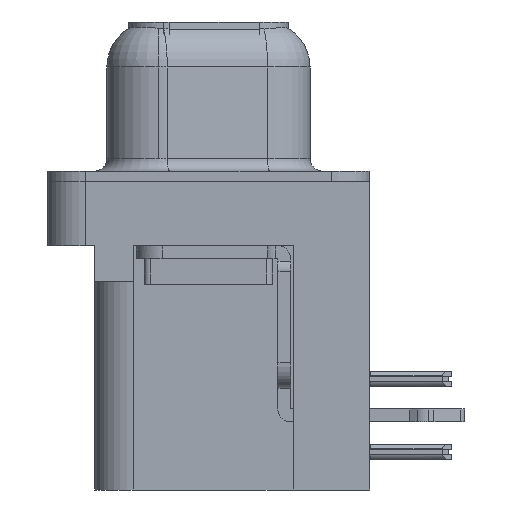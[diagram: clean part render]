
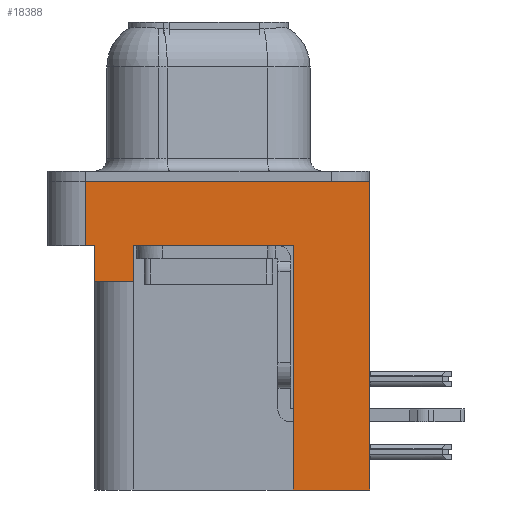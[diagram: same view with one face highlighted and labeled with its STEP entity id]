
A CAD part, left-side view. The second image highlights one B-rep face of the part: STEP entity #18388.
In plain terms, the highlighted planar face has unit normal (-1, 0, 0).
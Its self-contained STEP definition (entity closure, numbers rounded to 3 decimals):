
#358 = CARTESIAN_POINT ( 'NONE',  ( -2.91, -6.275, -2.5 ) ) ;
#442 = VECTOR ( 'NONE', #21564, 1000. ) ;
#498 = ORIENTED_EDGE ( 'NONE', *, *, #9574, .F. ) ;
#1099 = VERTEX_POINT ( 'NONE', #19306 ) ;
#1632 = FACE_OUTER_BOUND ( 'NONE', #32231, .T. ) ;
#1948 = LINE ( 'NONE', #358, #15337 ) ;
#2683 = VECTOR ( 'NONE', #8798, 1000. ) ;
#2985 = EDGE_CURVE ( 'NONE', #12482, #34640, #18772, .T. ) ;
#3034 = VECTOR ( 'NONE', #14255, 1000. ) ;
#3308 = VERTEX_POINT ( 'NONE', #32292 ) ;
#4388 = CARTESIAN_POINT ( 'NONE',  ( -2.91, -6.275, -2.5 ) ) ;
#4862 = CARTESIAN_POINT ( 'NONE',  ( -2.91, -3.295, -2.5 ) ) ;
#4883 = DIRECTION ( 'NONE',  ( 0., 0., 1. ) ) ;
#5502 = AXIS2_PLACEMENT_3D ( 'NONE', #16301, #10810, #4883 ) ;
#5537 = ORIENTED_EDGE ( 'NONE', *, *, #26513, .F. ) ;
#5548 = ORIENTED_EDGE ( 'NONE', *, *, #2985, .F. ) ;
#6028 = ORIENTED_EDGE ( 'NONE', *, *, #26804, .T. ) ;
#6098 = VERTEX_POINT ( 'NONE', #21013 ) ;
#6585 = EDGE_CURVE ( 'NONE', #3308, #21535, #15620, .T. ) ;
#8308 = DIRECTION ( 'NONE',  ( 0., 0., 1. ) ) ;
#8540 = CARTESIAN_POINT ( 'NONE',  ( -2.91, -3.295, -12. ) ) ;
#8798 = DIRECTION ( 'NONE',  ( 0., -1., 0. ) ) ;
#8888 = LINE ( 'NONE', #25572, #2683 ) ;
#9574 = EDGE_CURVE ( 'NONE', #21535, #1099, #24295, .T. ) ;
#10574 = LINE ( 'NONE', #30940, #3034 ) ;
#10810 = DIRECTION ( 'NONE',  ( -1., 0., 0. ) ) ;
#10953 = CARTESIAN_POINT ( 'NONE',  ( -2.91, -3.295, -12. ) ) ;
#11548 = ORIENTED_EDGE ( 'NONE', *, *, #32337, .T. ) ;
#12191 = CARTESIAN_POINT ( 'NONE',  ( -2.91, 4.775, -2.5 ) ) ;
#12433 = VECTOR ( 'NONE', #34964, 1000. ) ;
#12482 = VERTEX_POINT ( 'NONE', #10953 ) ;
#13015 = VERTEX_POINT ( 'NONE', #14568 ) ;
#13098 = PLANE ( 'NONE',  #5502 ) ;
#13153 = ORIENTED_EDGE ( 'NONE', *, *, #6585, .F. ) ;
#14255 = DIRECTION ( 'NONE',  ( 0., 0., 1. ) ) ;
#14568 = CARTESIAN_POINT ( 'NONE',  ( -2.91, -6.275, -12. ) ) ;
#15224 = EDGE_CURVE ( 'NONE', #18793, #18204, #16435, .T. ) ;
#15337 = VECTOR ( 'NONE', #17269, 1000. ) ;
#15620 = LINE ( 'NONE', #26201, #442 ) ;
#16228 = ORIENTED_EDGE ( 'NONE', *, *, #20728, .T. ) ;
#16301 = CARTESIAN_POINT ( 'NONE',  ( -2.91, -6.275, -2.5 ) ) ;
#16435 = LINE ( 'NONE', #12191, #12433 ) ;
#16568 = VECTOR ( 'NONE', #8308, 1000. ) ;
#16704 = VECTOR ( 'NONE', #18254, 1000. ) ;
#17269 = DIRECTION ( 'NONE',  ( 0., 0., 1. ) ) ;
#18204 = VERTEX_POINT ( 'NONE', #18420 ) ;
#18220 = CARTESIAN_POINT ( 'NONE',  ( -2.91, 4.425, -3.9 ) ) ;
#18254 = DIRECTION ( 'NONE',  ( 0., 1., 0. ) ) ;
#18388 = ADVANCED_FACE ( 'NONE', ( #1632 ), #13098, .T. ) ;
#18420 = CARTESIAN_POINT ( 'NONE',  ( -2.91, 4.775, 0. ) ) ;
#18772 = LINE ( 'NONE', #8540, #16568 ) ;
#18793 = VERTEX_POINT ( 'NONE', #36670 ) ;
#19142 = VERTEX_POINT ( 'NONE', #23950 ) ;
#19306 = CARTESIAN_POINT ( 'NONE',  ( -2.91, 4.425, -2.5 ) ) ;
#19920 = LINE ( 'NONE', #29143, #16704 ) ;
#20408 = LINE ( 'NONE', #4388, #30133 ) ;
#20486 = VECTOR ( 'NONE', #30239, 1000. ) ;
#20728 = EDGE_CURVE ( 'NONE', #13015, #6098, #1948, .T. ) ;
#21013 = CARTESIAN_POINT ( 'NONE',  ( -2.91, -6.275, 0. ) ) ;
#21535 = VERTEX_POINT ( 'NONE', #18220 ) ;
#21564 = DIRECTION ( 'NONE',  ( 0., 1., 0. ) ) ;
#21713 = CARTESIAN_POINT ( 'NONE',  ( -2.91, -6.275, -2.5 ) ) ;
#22940 = EDGE_CURVE ( 'NONE', #18793, #1099, #36392, .T. ) ;
#22986 = ORIENTED_EDGE ( 'NONE', *, *, #31876, .F. ) ;
#23950 = CARTESIAN_POINT ( 'NONE',  ( -2.91, 2.895, -2.5 ) ) ;
#24295 = LINE ( 'NONE', #30332, #31766 ) ;
#24872 = DIRECTION ( 'NONE',  ( 0., 0., 1. ) ) ;
#25572 = CARTESIAN_POINT ( 'NONE',  ( -2.91, -6.275, 0. ) ) ;
#26201 = CARTESIAN_POINT ( 'NONE',  ( -2.91, 4.425, -3.9 ) ) ;
#26513 = EDGE_CURVE ( 'NONE', #13015, #12482, #19920, .T. ) ;
#26804 = EDGE_CURVE ( 'NONE', #19142, #34640, #20408, .T. ) ;
#28501 = ORIENTED_EDGE ( 'NONE', *, *, #15224, .F. ) ;
#29028 = ORIENTED_EDGE ( 'NONE', *, *, #22940, .T. ) ;
#29143 = CARTESIAN_POINT ( 'NONE',  ( -2.91, -3.295, -12. ) ) ;
#30133 = VECTOR ( 'NONE', #34979, 1000. ) ;
#30239 = DIRECTION ( 'NONE',  ( 0., -1., 0. ) ) ;
#30332 = CARTESIAN_POINT ( 'NONE',  ( -2.91, 4.425, -3.9 ) ) ;
#30940 = CARTESIAN_POINT ( 'NONE',  ( -2.91, 2.895, -3.9 ) ) ;
#31766 = VECTOR ( 'NONE', #24872, 1000. ) ;
#31876 = EDGE_CURVE ( 'NONE', #18204, #6098, #8888, .T. ) ;
#32231 = EDGE_LOOP ( 'NONE', ( #22986, #28501, #29028, #498, #13153, #11548, #6028, #5548, #5537, #16228 ) ) ;
#32292 = CARTESIAN_POINT ( 'NONE',  ( -2.91, 2.895, -3.9 ) ) ;
#32337 = EDGE_CURVE ( 'NONE', #3308, #19142, #10574, .T. ) ;
#34640 = VERTEX_POINT ( 'NONE', #4862 ) ;
#34964 = DIRECTION ( 'NONE',  ( 0., 0., 1. ) ) ;
#34979 = DIRECTION ( 'NONE',  ( 0., -1., 0. ) ) ;
#36392 = LINE ( 'NONE', #21713, #20486 ) ;
#36670 = CARTESIAN_POINT ( 'NONE',  ( -2.91, 4.775, -2.5 ) ) ;
